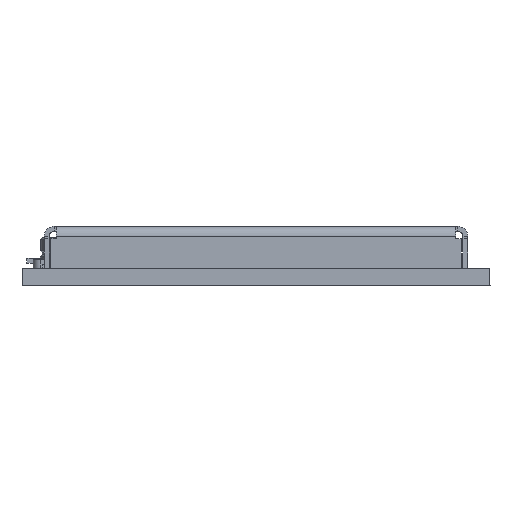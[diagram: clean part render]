
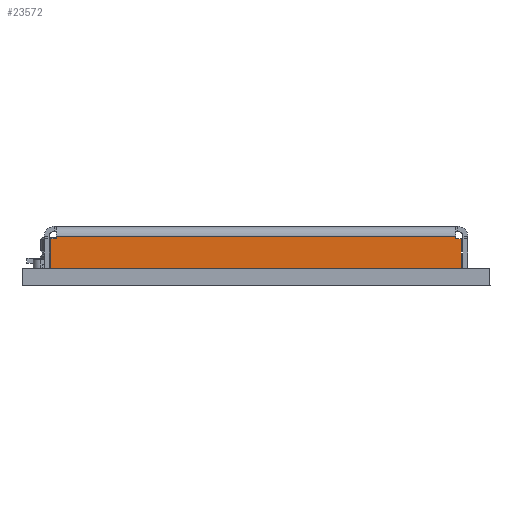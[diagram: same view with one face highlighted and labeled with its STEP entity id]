
A CAD part, left-side view. The second image highlights one B-rep face of the part: STEP entity #23572.
In plain terms, the highlighted planar face has unit normal (-1, 0, 0).
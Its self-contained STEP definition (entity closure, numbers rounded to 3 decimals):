
#2078=FACE_OUTER_BOUND('',#3304,.T.);
#3304=EDGE_LOOP('',(#20813,#20814,#20815,#20816,#20817,#20818,#20819,#20820));
#5978=LINE('',#38149,#8759);
#5981=LINE('',#38155,#8762);
#5984=LINE('',#38161,#8765);
#5987=LINE('',#38167,#8768);
#5990=LINE('',#38173,#8771);
#5994=LINE('',#38181,#8775);
#5996=LINE('',#38185,#8777);
#5997=LINE('',#38186,#8778);
#8759=VECTOR('',#31303,1000.);
#8762=VECTOR('',#31308,1000.);
#8765=VECTOR('',#31313,1000.);
#8768=VECTOR('',#31318,1000.);
#8771=VECTOR('',#31323,1000.);
#8775=VECTOR('',#31329,1000.);
#8777=VECTOR('',#31333,1000.);
#8778=VECTOR('',#31334,1000.);
#11071=VERTEX_POINT('',#38146);
#11072=VERTEX_POINT('',#38148);
#11074=VERTEX_POINT('',#38154);
#11076=VERTEX_POINT('',#38160);
#11078=VERTEX_POINT('',#38166);
#11080=VERTEX_POINT('',#38172);
#11083=VERTEX_POINT('',#38179);
#11084=VERTEX_POINT('',#38184);
#14347=EDGE_CURVE('',#11072,#11071,#5978,.T.);
#14350=EDGE_CURVE('',#11072,#11074,#5981,.T.);
#14353=EDGE_CURVE('',#11074,#11076,#5984,.T.);
#14356=EDGE_CURVE('',#11078,#11076,#5987,.T.);
#14359=EDGE_CURVE('',#11071,#11080,#5990,.T.);
#14363=EDGE_CURVE('',#11083,#11080,#5994,.T.);
#14365=EDGE_CURVE('',#11083,#11084,#5996,.T.);
#14366=EDGE_CURVE('',#11078,#11084,#5997,.T.);
#20813=ORIENTED_EDGE('',*,*,#14363,.F.);
#20814=ORIENTED_EDGE('',*,*,#14365,.T.);
#20815=ORIENTED_EDGE('',*,*,#14366,.F.);
#20816=ORIENTED_EDGE('',*,*,#14356,.T.);
#20817=ORIENTED_EDGE('',*,*,#14353,.F.);
#20818=ORIENTED_EDGE('',*,*,#14350,.F.);
#20819=ORIENTED_EDGE('',*,*,#14347,.T.);
#20820=ORIENTED_EDGE('',*,*,#14359,.T.);
#22231=PLANE('',#25348);
#23572=ADVANCED_FACE('',(#2078),#22231,.F.);
#25348=AXIS2_PLACEMENT_3D('',#38183,#31331,#31332);
#31303=DIRECTION('',(0.,0.,-1.));
#31308=DIRECTION('',(0.,-1.,0.));
#31313=DIRECTION('',(0.,0.,-1.));
#31318=DIRECTION('',(0.,-1.,0.));
#31323=DIRECTION('',(0.,-1.,0.));
#31329=DIRECTION('',(0.,0.,1.));
#31331=DIRECTION('center_axis',(1.,0.,0.));
#31332=DIRECTION('ref_axis',(0.,0.,-1.));
#31333=DIRECTION('',(0.,-1.,0.));
#31334=DIRECTION('',(0.,0.,-1.));
#38146=CARTESIAN_POINT('',(0.,16.929,0.5));
#38148=CARTESIAN_POINT('',(0.,16.929,1.7));
#38149=CARTESIAN_POINT('',(0.,16.929,2.85));
#38154=CARTESIAN_POINT('',(0.,0.271,1.7));
#38155=CARTESIAN_POINT('',(0.,0.,1.7));
#38160=CARTESIAN_POINT('',(0.,0.271,0.5));
#38161=CARTESIAN_POINT('',(0.,0.271,2.85));
#38166=CARTESIAN_POINT('',(0.,0.5,0.5));
#38167=CARTESIAN_POINT('',(0.,0.,0.5));
#38172=CARTESIAN_POINT('',(0.,16.7,0.5));
#38173=CARTESIAN_POINT('',(0.,0.,0.5));
#38179=CARTESIAN_POINT('',(0.,16.7,0.4));
#38181=CARTESIAN_POINT('',(0.,16.7,1.7));
#38183=CARTESIAN_POINT('Origin',(0.,0.,1.7));
#38184=CARTESIAN_POINT('',(0.,0.5,0.4));
#38185=CARTESIAN_POINT('',(0.,16.7,0.4));
#38186=CARTESIAN_POINT('',(0.,0.5,1.7));
